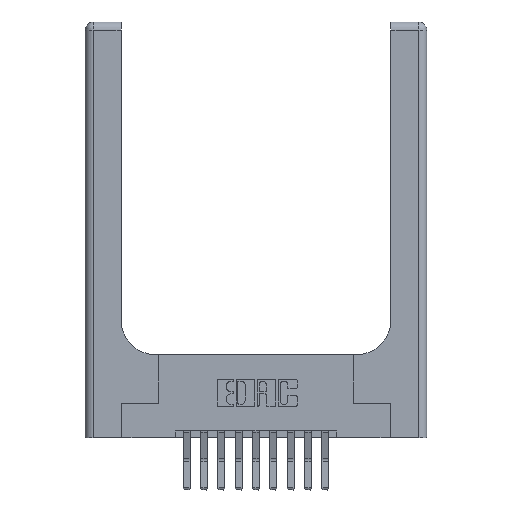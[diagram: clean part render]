
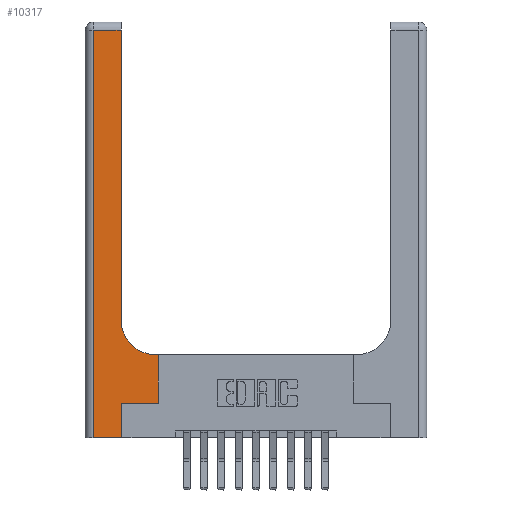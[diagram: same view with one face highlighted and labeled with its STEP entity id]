
A CAD part, top view. The second image highlights one B-rep face of the part: STEP entity #10317.
In plain terms, the highlighted planar face has unit normal (0, 0, 1).
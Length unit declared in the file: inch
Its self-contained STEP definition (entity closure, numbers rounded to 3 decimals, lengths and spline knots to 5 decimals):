
#75 = CARTESIAN_POINT ( 'NONE',  ( 0.51, 0.85, 0.37 ) ) ;
#152 = EDGE_CURVE ( 'NONE', #13250, #5677, #14290, .T. ) ;
#287 = LINE ( 'NONE', #7738, #3042 ) ;
#619 = EDGE_CURVE ( 'NONE', #2360, #3799, #14634, .T. ) ;
#1391 = CARTESIAN_POINT ( 'NONE',  ( 0.26, 0.6, 0.37 ) ) ;
#1481 = DIRECTION ( 'NONE',  ( -1., 0., 0. ) ) ;
#1592 = CARTESIAN_POINT ( 'NONE',  ( 0., 0., 0.37 ) ) ;
#1735 = EDGE_LOOP ( 'NONE', ( #12222, #9312, #10293, #12942, #8225, #15348, #4843, #14741, #15415 ) ) ;
#1913 = CARTESIAN_POINT ( 'NONE',  ( 0.265, 0.25, 0.37 ) ) ;
#1948 = VECTOR ( 'NONE', #14171, 39.37008 ) ;
#2055 = AXIS2_PLACEMENT_3D ( 'NONE', #75, #8599, #12320 ) ;
#2360 = VERTEX_POINT ( 'NONE', #4484 ) ;
#2487 = DIRECTION ( 'NONE',  ( 0., 1., 0. ) ) ;
#2758 = FACE_OUTER_BOUND ( 'NONE', #1735, .T. ) ;
#3042 = VECTOR ( 'NONE', #6252, 39.37008 ) ;
#3071 = CARTESIAN_POINT ( 'NONE',  ( 0.528, 0.25, 0.37 ) ) ;
#3225 = DIRECTION ( 'NONE',  ( 1., 0., 0. ) ) ;
#3713 = LINE ( 'NONE', #8630, #14836 ) ;
#3799 = VERTEX_POINT ( 'NONE', #8385 ) ;
#4484 = CARTESIAN_POINT ( 'NONE',  ( 0.06, 0., 0.37 ) ) ;
#4491 = LINE ( 'NONE', #8025, #1948 ) ;
#4672 = CARTESIAN_POINT ( 'NONE',  ( 0.528, 0.6, 0.37 ) ) ;
#4843 = ORIENTED_EDGE ( 'NONE', *, *, #5206, .T. ) ;
#4866 = CIRCLE ( 'NONE', #2055, 0.25 ) ;
#5206 = EDGE_CURVE ( 'NONE', #5677, #7672, #3713, .T. ) ;
#5677 = VERTEX_POINT ( 'NONE', #3071 ) ;
#6042 = VERTEX_POINT ( 'NONE', #14367 ) ;
#6152 = CARTESIAN_POINT ( 'NONE',  ( 0., 2.94, 0.37 ) ) ;
#6252 = DIRECTION ( 'NONE',  ( 0., 1., 0. ) ) ;
#6578 = DIRECTION ( 'NONE',  ( 0., 0., -1. ) ) ;
#6894 = VECTOR ( 'NONE', #3225, 39.37008 ) ;
#7672 = VERTEX_POINT ( 'NONE', #4672 ) ;
#7692 = VERTEX_POINT ( 'NONE', #15407 ) ;
#7738 = CARTESIAN_POINT ( 'NONE',  ( 0.26, 3., 0.37 ) ) ;
#8025 = CARTESIAN_POINT ( 'NONE',  ( 0.06, 3., 0.37 ) ) ;
#8167 = DIRECTION ( 'NONE',  ( 0., 1., 0. ) ) ;
#8225 = ORIENTED_EDGE ( 'NONE', *, *, #8583, .T. ) ;
#8385 = CARTESIAN_POINT ( 'NONE',  ( 0.265, 0., 0.37 ) ) ;
#8583 = EDGE_CURVE ( 'NONE', #3799, #13250, #10605, .T. ) ;
#8599 = DIRECTION ( 'NONE',  ( 0., 0., -1. ) ) ;
#8620 = LINE ( 'NONE', #6152, #13460 ) ;
#8630 = CARTESIAN_POINT ( 'NONE',  ( 0.528, 0.25, 0.37 ) ) ;
#8693 = VECTOR ( 'NONE', #8167, 39.37008 ) ;
#8773 = DIRECTION ( 'NONE',  ( -1., 0., 0. ) ) ;
#9085 = EDGE_CURVE ( 'NONE', #14395, #7692, #287, .T. ) ;
#9312 = ORIENTED_EDGE ( 'NONE', *, *, #15743, .T. ) ;
#10147 = CARTESIAN_POINT ( 'NONE',  ( 0.06, 2.94, 0.37 ) ) ;
#10293 = ORIENTED_EDGE ( 'NONE', *, *, #13541, .T. ) ;
#10317 = ADVANCED_FACE ( 'NONE', ( #2758 ), #11564, .F. ) ;
#10360 = DIRECTION ( 'NONE',  ( -1., 0., 0. ) ) ;
#10605 = LINE ( 'NONE', #15533, #8693 ) ;
#10662 = AXIS2_PLACEMENT_3D ( 'NONE', #12864, #6578, #10360 ) ;
#10943 = EDGE_CURVE ( 'NONE', #7672, #6042, #11363, .T. ) ;
#10955 = VECTOR ( 'NONE', #8773, 39.37008 ) ;
#10985 = VERTEX_POINT ( 'NONE', #10147 ) ;
#11363 = LINE ( 'NONE', #1391, #10955 ) ;
#11554 = DIRECTION ( 'NONE',  ( 1., 0., 0. ) ) ;
#11564 = PLANE ( 'NONE',  #10662 ) ;
#12222 = ORIENTED_EDGE ( 'NONE', *, *, #9085, .T. ) ;
#12320 = DIRECTION ( 'NONE',  ( 1., 0., 0. ) ) ;
#12783 = VECTOR ( 'NONE', #11554, 39.37008 ) ;
#12864 = CARTESIAN_POINT ( 'NONE',  ( 0., 3., 0.37 ) ) ;
#12942 = ORIENTED_EDGE ( 'NONE', *, *, #619, .T. ) ;
#13152 = CARTESIAN_POINT ( 'NONE',  ( 0.26, 0.85, 0.37 ) ) ;
#13250 = VERTEX_POINT ( 'NONE', #13632 ) ;
#13460 = VECTOR ( 'NONE', #1481, 39.37008 ) ;
#13541 = EDGE_CURVE ( 'NONE', #10985, #2360, #4491, .T. ) ;
#13632 = CARTESIAN_POINT ( 'NONE',  ( 0.265, 0.25, 0.37 ) ) ;
#14171 = DIRECTION ( 'NONE',  ( 0., -1., 0. ) ) ;
#14290 = LINE ( 'NONE', #1913, #6894 ) ;
#14367 = CARTESIAN_POINT ( 'NONE',  ( 0.51, 0.6, 0.37 ) ) ;
#14395 = VERTEX_POINT ( 'NONE', #13152 ) ;
#14634 = LINE ( 'NONE', #1592, #12783 ) ;
#14741 = ORIENTED_EDGE ( 'NONE', *, *, #10943, .T. ) ;
#14836 = VECTOR ( 'NONE', #2487, 39.37008 ) ;
#14943 = EDGE_CURVE ( 'NONE', #6042, #14395, #4866, .T. ) ;
#15348 = ORIENTED_EDGE ( 'NONE', *, *, #152, .T. ) ;
#15407 = CARTESIAN_POINT ( 'NONE',  ( 0.26, 2.94, 0.37 ) ) ;
#15415 = ORIENTED_EDGE ( 'NONE', *, *, #14943, .T. ) ;
#15533 = CARTESIAN_POINT ( 'NONE',  ( 0.265, 0., 0.37 ) ) ;
#15743 = EDGE_CURVE ( 'NONE', #7692, #10985, #8620, .T. ) ;
